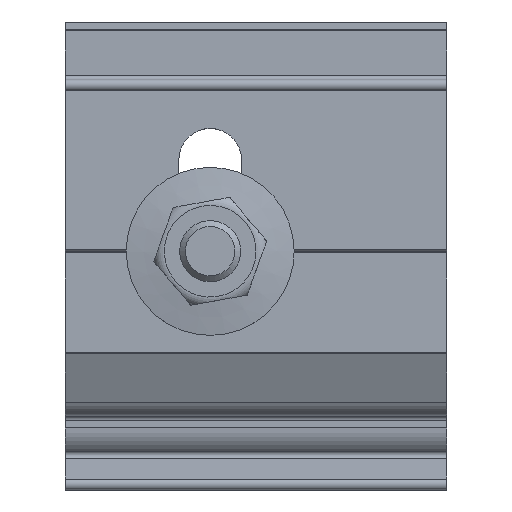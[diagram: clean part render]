
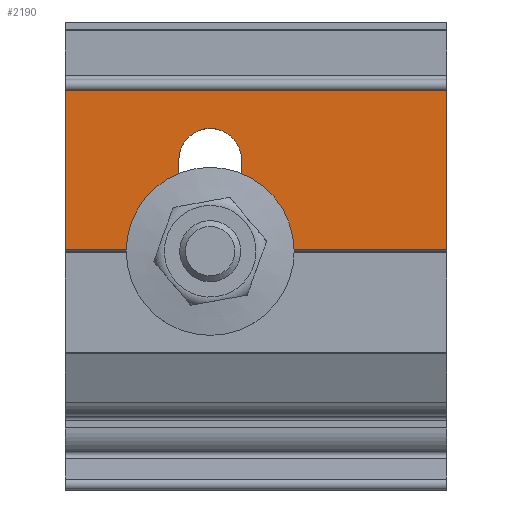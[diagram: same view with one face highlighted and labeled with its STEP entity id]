
A CAD part, top view. The second image highlights one B-rep face of the part: STEP entity #2190.
In plain terms, the highlighted planar face has unit normal (0, 0, 1).
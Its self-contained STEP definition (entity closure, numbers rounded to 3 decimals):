
#100=PLANE('',#2490);
#178=FACE_OUTER_BOUND('',#294,.T.);
#294=EDGE_LOOP('',(#1688,#1689,#1690,#1691,#1692,#1693,#1694,#1695));
#408=LINE('',#3407,#596);
#442=LINE('',#3501,#630);
#491=LINE('',#3644,#679);
#493=LINE('',#3648,#681);
#494=LINE('',#3651,#682);
#497=LINE('',#3656,#685);
#498=LINE('',#3658,#686);
#596=VECTOR('',#2724,10.);
#630=VECTOR('',#2814,10.);
#679=VECTOR('',#2959,10.);
#681=VECTOR('',#2963,10.);
#682=VECTOR('',#2966,10.);
#685=VECTOR('',#2971,10.);
#686=VECTOR('',#2974,10.);
#827=CIRCLE('',#2491,4.1);
#926=VERTEX_POINT('',#3404);
#927=VERTEX_POINT('',#3406);
#958=VERTEX_POINT('',#3498);
#959=VERTEX_POINT('',#3500);
#1005=VERTEX_POINT('',#3642);
#1006=VERTEX_POINT('',#3646);
#1007=VERTEX_POINT('',#3650);
#1008=VERTEX_POINT('',#3655);
#1136=EDGE_CURVE('',#927,#926,#408,.T.);
#1183=EDGE_CURVE('',#959,#958,#442,.T.);
#1259=EDGE_CURVE('',#1005,#927,#491,.T.);
#1261=EDGE_CURVE('',#958,#1006,#493,.T.);
#1262=EDGE_CURVE('',#1007,#1005,#494,.T.);
#1265=EDGE_CURVE('',#1006,#1008,#497,.T.);
#1266=EDGE_CURVE('',#1008,#1007,#827,.T.);
#1267=EDGE_CURVE('',#959,#926,#498,.T.);
#1688=ORIENTED_EDGE('',*,*,#1261,.T.);
#1689=ORIENTED_EDGE('',*,*,#1265,.T.);
#1690=ORIENTED_EDGE('',*,*,#1266,.T.);
#1691=ORIENTED_EDGE('',*,*,#1262,.T.);
#1692=ORIENTED_EDGE('',*,*,#1259,.T.);
#1693=ORIENTED_EDGE('',*,*,#1136,.T.);
#1694=ORIENTED_EDGE('',*,*,#1267,.F.);
#1695=ORIENTED_EDGE('',*,*,#1183,.T.);
#2190=ADVANCED_FACE('',(#178),#100,.T.);
#2490=AXIS2_PLACEMENT_3D('',#3654,#2969,#2970);
#2491=AXIS2_PLACEMENT_3D('',#3657,#2972,#2973);
#2724=DIRECTION('',(0.,1.,0.));
#2814=DIRECTION('',(0.,-1.,0.));
#2959=DIRECTION('',(1.,0.,0.));
#2963=DIRECTION('',(1.,0.,0.));
#2966=DIRECTION('',(0.,-1.,0.));
#2969=DIRECTION('center_axis',(0.,0.,1.));
#2970=DIRECTION('ref_axis',(1.,0.,0.));
#2971=DIRECTION('',(0.,1.,0.));
#2972=DIRECTION('center_axis',(0.,0.,-1.));
#2973=DIRECTION('ref_axis',(1.,0.,0.));
#2974=DIRECTION('',(1.,0.,0.));
#3404=CARTESIAN_POINT('',(25.,-6.2,4.2));
#3406=CARTESIAN_POINT('',(25.,-29.8,4.2));
#3407=CARTESIAN_POINT('',(25.,-6.2,4.2));
#3498=CARTESIAN_POINT('',(-25.,-29.8,4.2));
#3500=CARTESIAN_POINT('',(-25.,-6.2,4.2));
#3501=CARTESIAN_POINT('',(-25.,-6.2,4.2));
#3642=CARTESIAN_POINT('',(-1.9,-29.8,4.2));
#3644=CARTESIAN_POINT('',(0.,-29.8,4.2));
#3646=CARTESIAN_POINT('',(-10.1,-29.8,4.2));
#3648=CARTESIAN_POINT('',(0.,-29.8,4.2));
#3650=CARTESIAN_POINT('',(-1.9,-18.,4.2));
#3651=CARTESIAN_POINT('',(-1.9,-30.66,4.2));
#3654=CARTESIAN_POINT('Origin',(0.,-43.319,4.2));
#3655=CARTESIAN_POINT('',(-10.1,-18.,4.2));
#3656=CARTESIAN_POINT('',(-10.1,-39.66,4.2));
#3657=CARTESIAN_POINT('Origin',(-6.,-18.,4.2));
#3658=CARTESIAN_POINT('',(0.,-6.2,4.2));
